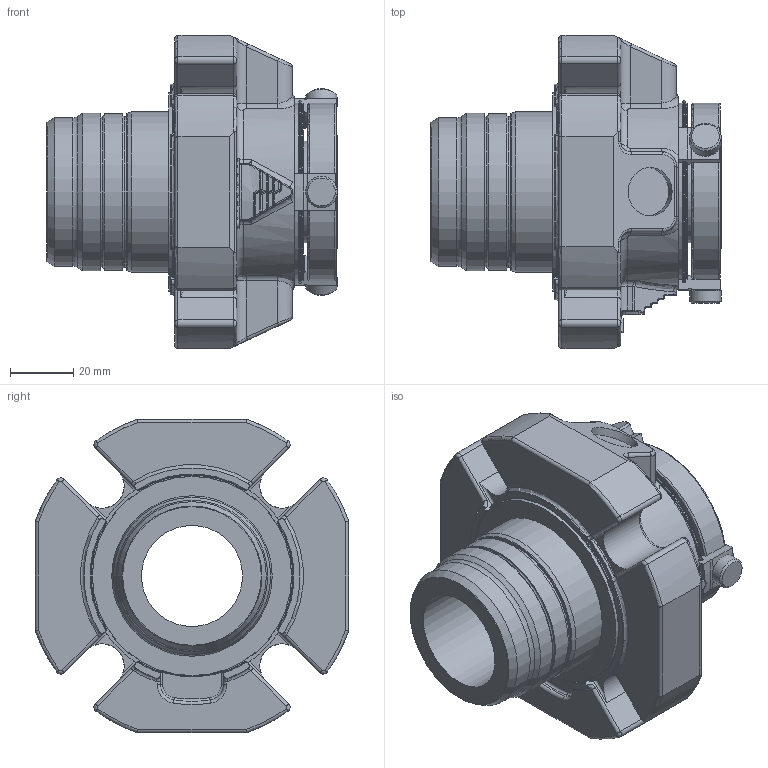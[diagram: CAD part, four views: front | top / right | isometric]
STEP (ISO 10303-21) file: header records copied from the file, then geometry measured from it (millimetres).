
FILE_DESCRIPTION(/* description */ ('Unknown'),/* implementation_level */ '2;1');
FILE_NAME(/* name */ '32mm - STEP',/* time_stamp */ '2023-01-26T10:37:11+00:00',/* author */ ('Unknown'),/* organization */ ('Unknown'),/* preprocessor_version */ 'ST-DEVELOPER v16.7',/* originating_system */ 'Solid Edge',/* authorisation */ 'Unknown');
FILE_SCHEMA (('AUTOMOTIVE_DESIGN {1 0 10303 214 3 1 1}'));
Length unit declared in the file: millimetre
Products named in the file (1): 32MM - 3
Bounding box: 92 x 99.06 x 99.06 mm (x, y, z)
Volume: 254281.6 mm3; surface area: 52616.1 mm2
Topology: 1 solids, 1 shells, 646 faces, 1614 edges, 983 vertices
Faces by surface type: cylinder 260, plane 167, torus 109, bspline 59, cone 33, sphere 18
Full cylindrical faces by diameter (mm): 3.118 x1, 10 x3, 15.342 x2, 32.004 x1, 32.106 x1, 35.763 x1, 47.066 x1, 47.727 x2, 49.606 x1, 49.809 x1, 50.749 x1, 56.159 x3, 57.683 x1, 60.147 x1, 63 x1, 63.094 x1, 63.5 x1, 63.754 x1
Entity records: 19746 total; most frequent: CARTESIAN_POINT 4804, DIRECTION 3197, ORIENTED_EDGE 3078, EDGE_CURVE 1539, AXIS2_PLACEMENT_3D 1298, VERTEX_POINT 963, EDGE_LOOP 730, FACE_BOUND 730
